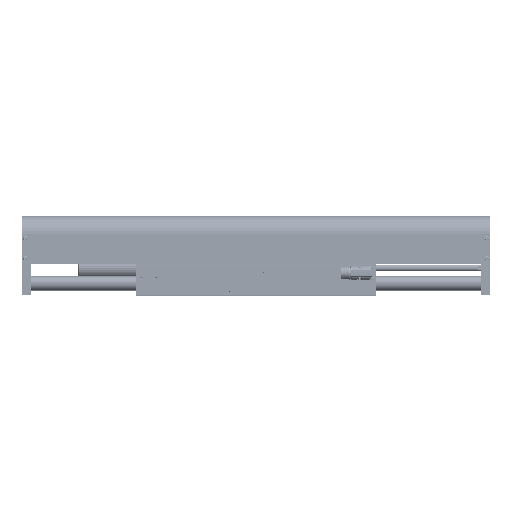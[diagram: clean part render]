
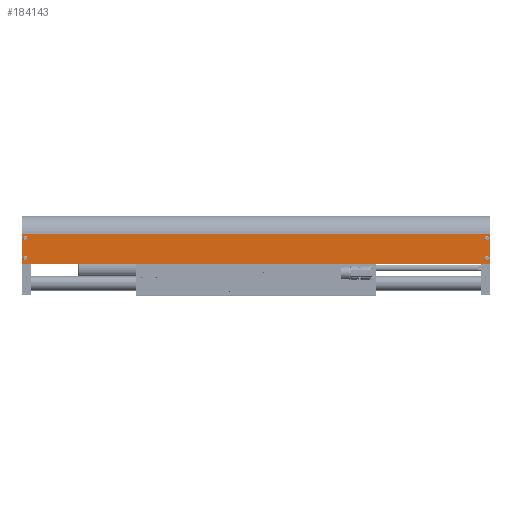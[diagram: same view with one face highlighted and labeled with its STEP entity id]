
A CAD part, top view. The second image highlights one B-rep face of the part: STEP entity #184143.
In plain terms, the highlighted face is planar.
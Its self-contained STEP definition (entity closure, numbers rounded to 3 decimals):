
#2118 = VECTOR ( 'NONE', #197831, 1000. ) ;
#4688 = ORIENTED_EDGE ( 'NONE', *, *, #40076, .F. ) ;
#5391 = EDGE_CURVE ( 'NONE', #138316, #99778, #69680, .T. ) ;
#14984 = CIRCLE ( 'NONE', #186134, 2.4 ) ;
#15008 = DIRECTION ( 'NONE',  ( 1., 0., 0. ) ) ;
#19123 = FACE_BOUND ( 'NONE', #129137, .T. ) ;
#19511 = EDGE_CURVE ( 'NONE', #27101, #27101, #14984, .T. ) ;
#27100 = CARTESIAN_POINT ( 'NONE',  ( -32., 0., 817. ) ) ;
#27101 = VERTEX_POINT ( 'NONE', #172083 ) ;
#31784 = EDGE_CURVE ( 'NONE', #144033, #99778, #129545, .T. ) ;
#34317 = CARTESIAN_POINT ( 'NONE',  ( -32., -7., 812. ) ) ;
#40076 = EDGE_CURVE ( 'NONE', #66671, #66671, #142263, .T. ) ;
#42599 = CARTESIAN_POINT ( 'NONE',  ( -32., -51.5, 0. ) ) ;
#46524 = CARTESIAN_POINT ( 'NONE',  ( -32., 0., 817. ) ) ;
#47093 = ORIENTED_EDGE ( 'NONE', *, *, #112535, .F. ) ;
#50692 = PLANE ( 'NONE',  #106802 ) ;
#57338 = VECTOR ( 'NONE', #136335, 1000. ) ;
#61579 = ORIENTED_EDGE ( 'NONE', *, *, #191379, .F. ) ;
#63463 = EDGE_LOOP ( 'NONE', ( #4688 ) ) ;
#66671 = VERTEX_POINT ( 'NONE', #164341 ) ;
#69388 = DIRECTION ( 'NONE',  ( -1., 0., 0. ) ) ;
#69680 = LINE ( 'NONE', #133685, #2118 ) ;
#69792 = ORIENTED_EDGE ( 'NONE', *, *, #132971, .T. ) ;
#72678 = CARTESIAN_POINT ( 'NONE',  ( -32., -7., 814.4 ) ) ;
#76912 = EDGE_LOOP ( 'NONE', ( #47093 ) ) ;
#77281 = DIRECTION ( 'NONE',  ( 0., 0., 1. ) ) ;
#84289 = VERTEX_POINT ( 'NONE', #72678 ) ;
#84301 = EDGE_LOOP ( 'NONE', ( #180319 ) ) ;
#84708 = DIRECTION ( 'NONE',  ( -1., 0., 0. ) ) ;
#91034 = AXIS2_PLACEMENT_3D ( 'NONE', #97042, #142360, #77281 ) ;
#93733 = DIRECTION ( 'NONE',  ( 0., -1., 0. ) ) ;
#97042 = CARTESIAN_POINT ( 'NONE',  ( -32., -42., 812. ) ) ;
#99778 = VERTEX_POINT ( 'NONE', #169247 ) ;
#100713 = VERTEX_POINT ( 'NONE', #179678 ) ;
#106802 = AXIS2_PLACEMENT_3D ( 'NONE', #193566, #15008, #143157 ) ;
#110215 = VERTEX_POINT ( 'NONE', #202624 ) ;
#112535 = EDGE_CURVE ( 'NONE', #100713, #100713, #185131, .T. ) ;
#114794 = CARTESIAN_POINT ( 'NONE',  ( -32., -51.5, 817. ) ) ;
#115326 = ORIENTED_EDGE ( 'NONE', *, *, #184039, .T. ) ;
#116626 = CIRCLE ( 'NONE', #143496, 2.4 ) ;
#129137 = EDGE_LOOP ( 'NONE', ( #61579 ) ) ;
#129545 = LINE ( 'NONE', #114794, #167047 ) ;
#132971 = EDGE_CURVE ( 'NONE', #138316, #110215, #182712, .T. ) ;
#133540 = VECTOR ( 'NONE', #93733, 1000. ) ;
#133685 = CARTESIAN_POINT ( 'NONE',  ( -32., 0., 817. ) ) ;
#136335 = DIRECTION ( 'NONE',  ( 0., 0., -1. ) ) ;
#138316 = VERTEX_POINT ( 'NONE', #46524 ) ;
#138960 = CARTESIAN_POINT ( 'NONE',  ( -32., 0., 0. ) ) ;
#142263 = CIRCLE ( 'NONE', #185970, 2.4 ) ;
#142360 = DIRECTION ( 'NONE',  ( -1., 0., 0. ) ) ;
#143157 = DIRECTION ( 'NONE',  ( 0., 1., 0. ) ) ;
#143496 = AXIS2_PLACEMENT_3D ( 'NONE', #34317, #84708, #147731 ) ;
#144033 = VERTEX_POINT ( 'NONE', #42599 ) ;
#144488 = DIRECTION ( 'NONE',  ( 0., 0., 1. ) ) ;
#145213 = FACE_BOUND ( 'NONE', #76912, .T. ) ;
#147731 = DIRECTION ( 'NONE',  ( 0., 0., 1. ) ) ;
#154121 = EDGE_LOOP ( 'NONE', ( #115326, #168112, #158834, #69792 ) ) ;
#158834 = ORIENTED_EDGE ( 'NONE', *, *, #5391, .F. ) ;
#161112 = DIRECTION ( 'NONE',  ( 0., 0., 1. ) ) ;
#163069 = FACE_BOUND ( 'NONE', #84301, .T. ) ;
#164341 = CARTESIAN_POINT ( 'NONE',  ( -32., -42., 7.4 ) ) ;
#167047 = VECTOR ( 'NONE', #192635, 1000. ) ;
#168112 = ORIENTED_EDGE ( 'NONE', *, *, #31784, .T. ) ;
#169247 = CARTESIAN_POINT ( 'NONE',  ( -32., -51.5, 817. ) ) ;
#172083 = CARTESIAN_POINT ( 'NONE',  ( -32., -7., 7.4 ) ) ;
#173777 = CARTESIAN_POINT ( 'NONE',  ( -32., -7., 5. ) ) ;
#177825 = FACE_BOUND ( 'NONE', #63463, .T. ) ;
#179181 = DIRECTION ( 'NONE',  ( -1., 0., 0. ) ) ;
#179678 = CARTESIAN_POINT ( 'NONE',  ( -32., -42., 814.4 ) ) ;
#180319 = ORIENTED_EDGE ( 'NONE', *, *, #19511, .F. ) ;
#182712 = LINE ( 'NONE', #27100, #57338 ) ;
#184039 = EDGE_CURVE ( 'NONE', #110215, #144033, #199235, .T. ) ;
#184143 = ADVANCED_FACE ( 'NONE', ( #191484, #145213, #19123, #177825, #163069 ), #50692, .F. ) ;
#185131 = CIRCLE ( 'NONE', #91034, 2.4 ) ;
#185970 = AXIS2_PLACEMENT_3D ( 'NONE', #192810, #179181, #144488 ) ;
#186134 = AXIS2_PLACEMENT_3D ( 'NONE', #173777, #69388, #161112 ) ;
#191379 = EDGE_CURVE ( 'NONE', #84289, #84289, #116626, .T. ) ;
#191484 = FACE_OUTER_BOUND ( 'NONE', #154121, .T. ) ;
#192635 = DIRECTION ( 'NONE',  ( 0., 0., 1. ) ) ;
#192810 = CARTESIAN_POINT ( 'NONE',  ( -32., -42., 5. ) ) ;
#193566 = CARTESIAN_POINT ( 'NONE',  ( -32., 0., 817. ) ) ;
#197831 = DIRECTION ( 'NONE',  ( 0., -1., 0. ) ) ;
#199235 = LINE ( 'NONE', #138960, #133540 ) ;
#202624 = CARTESIAN_POINT ( 'NONE',  ( -32., 0., 0. ) ) ;
